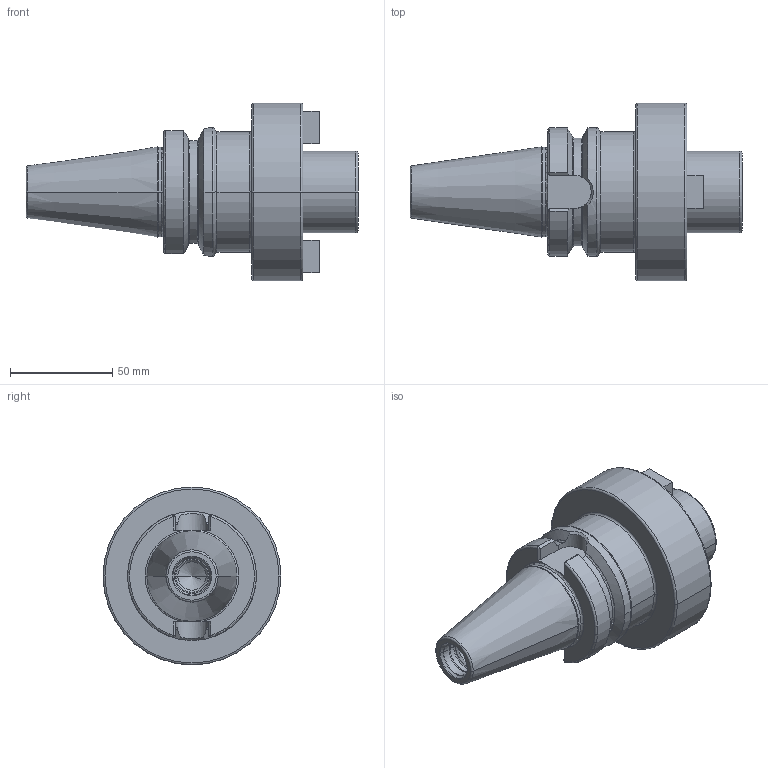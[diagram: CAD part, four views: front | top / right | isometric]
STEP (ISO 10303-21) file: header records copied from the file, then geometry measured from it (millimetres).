
FILE_DESCRIPTION((''),'2;1');
FILE_NAME('40-550-40','2011-08-22T',('mei'),(''),'PRO/ENGINEER BY PARAMETRIC TECHNOLOGY CORPORATION, 2010430','PRO/ENGINEER BY PARAMETRIC TECHNOLOGY CORPORATION, 2010430','');
FILE_SCHEMA(('CONFIG_CONTROL_DESIGN'));
Length unit declared in the file: millimetre
Products named in the file (1): 40-550-40
Bounding box: 162.4 x 87 x 87 mm (x, y, z)
Volume: 343816.2 mm3; surface area: 52122.5 mm2
Topology: 1 solids, 7 shells, 147 faces, 356 edges, 214 vertices
Faces by surface type: cylinder 44, plane 41, torus 30, cone 26, bspline 6
Entity records: 4662 total; most frequent: CARTESIAN_POINT 1223, DIRECTION 756, ORIENTED_EDGE 660, EDGE_CURVE 342, AXIS2_PLACEMENT_3D 310, VERTEX_POINT 214, CIRCLE 168, EDGE_LOOP 164
